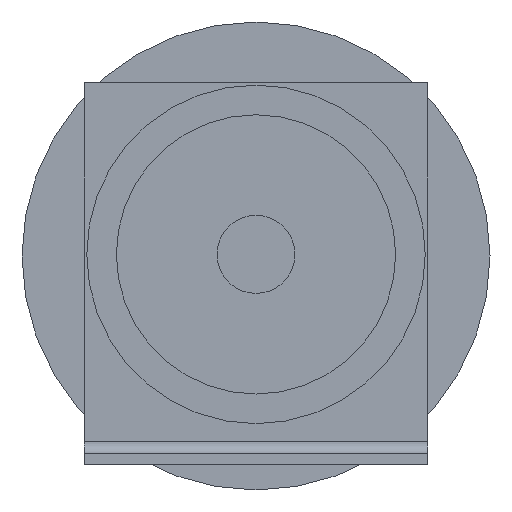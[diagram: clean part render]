
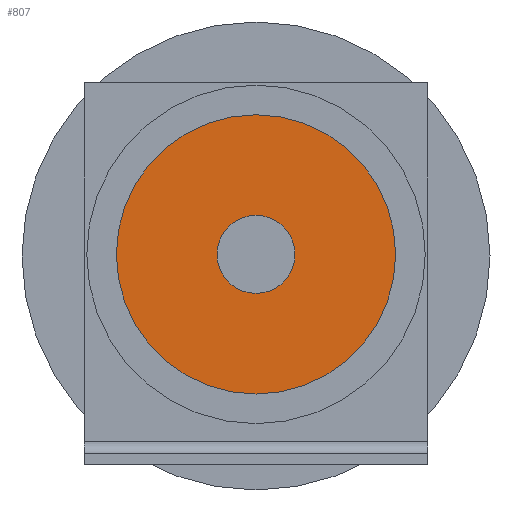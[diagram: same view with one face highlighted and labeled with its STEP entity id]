
A CAD part, front view. The second image highlights one B-rep face of the part: STEP entity #807.
In plain terms, the highlighted planar face has unit normal (0, -1, 0).
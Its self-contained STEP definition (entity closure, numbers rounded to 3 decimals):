
#122=PLANE('',#919);
#156=FACE_BOUND('',#321,.T.);
#249=FACE_OUTER_BOUND('',#320,.T.);
#320=EDGE_LOOP('',(#657));
#321=EDGE_LOOP('',(#658));
#424=CIRCLE('',#920,17.9);
#425=CIRCLE('',#921,5.);
#480=VERTEX_POINT('',#1360);
#481=VERTEX_POINT('',#1362);
#553=EDGE_CURVE('',#480,#480,#424,.T.);
#554=EDGE_CURVE('',#481,#481,#425,.T.);
#657=ORIENTED_EDGE('',*,*,#553,.T.);
#658=ORIENTED_EDGE('',*,*,#554,.T.);
#807=ADVANCED_FACE('',(#249,#156),#122,.F.);
#919=AXIS2_PLACEMENT_3D('',#1359,#1074,#1075);
#920=AXIS2_PLACEMENT_3D('',#1361,#1076,#1077);
#921=AXIS2_PLACEMENT_3D('',#1363,#1078,#1079);
#1074=DIRECTION('center_axis',(0.,1.,0.));
#1075=DIRECTION('ref_axis',(0.,0.,1.));
#1076=DIRECTION('center_axis',(0.,-1.,0.));
#1077=DIRECTION('ref_axis',(-1.,0.,0.));
#1078=DIRECTION('center_axis',(0.,1.,0.));
#1079=DIRECTION('ref_axis',(1.,0.,0.));
#1359=CARTESIAN_POINT('Origin',(0.,2.,0.));
#1360=CARTESIAN_POINT('',(17.9,2.,0.));
#1361=CARTESIAN_POINT('Origin',(0.,2.,0.));
#1362=CARTESIAN_POINT('',(-5.,2.,0.));
#1363=CARTESIAN_POINT('Origin',(0.,2.,0.));
